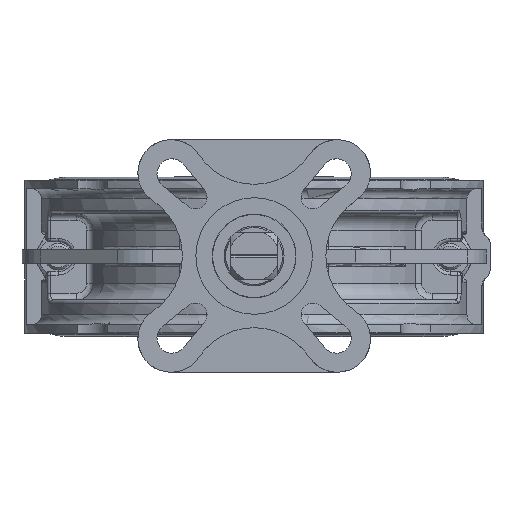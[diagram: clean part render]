
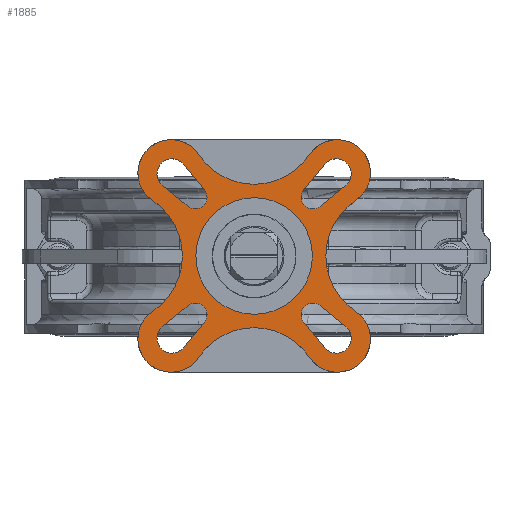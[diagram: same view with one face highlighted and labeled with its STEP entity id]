
A CAD part, top view. The second image highlights one B-rep face of the part: STEP entity #1885.
In plain terms, the highlighted planar face has unit normal (0, 0, 1).
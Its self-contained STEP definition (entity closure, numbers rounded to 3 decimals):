
#1505=CARTESIAN_POINT('',(17.55,0.0,157.0));
#1506=VERTEX_POINT('',#1505);
#1507=CARTESIAN_POINT('',(0.0,0.0,157.0));
#1508=DIRECTION('',(0.0,0.0,-1.0));
#1509=DIRECTION('',(1.0,0.0,0.0));
#1510=AXIS2_PLACEMENT_3D('',#1507,#1508,#1509);
#1511=CIRCLE('',#1510,17.55);
#1512=EDGE_CURVE('',#1506,#1506,#1511,.T.);
#1659=CARTESIAN_POINT('',(-40.0,0.0,157.0));
#1660=DIRECTION('',(0.0,0.0,-1.0));
#1661=DIRECTION('',(-1.0,0.0,0.0));
#1662=AXIS2_PLACEMENT_3D('',#1659,#1660,#1661);
#1663=PLANE('',#1662);
#1664=CARTESIAN_POINT('',(30.528,16.667,157.0));
#1665=VERTEX_POINT('',#1664);
#1666=CARTESIAN_POINT('',(30.528,-16.667,157.0));
#1667=VERTEX_POINT('',#1666);
#1668=CARTESIAN_POINT('',(41.583,0.0,157.0));
#1669=DIRECTION('',(0.0,0.0,1.0));
#1670=DIRECTION('',(-0.553,0.833,0.0));
#1671=AXIS2_PLACEMENT_3D('',#1668,#1669,#1670);
#1672=CIRCLE('',#1671,20.0);
#1673=EDGE_CURVE('',#1665,#1667,#1672,.T.);
#1674=ORIENTED_EDGE('',*,*,#1673,.F.);
#1675=CARTESIAN_POINT('',(16.667,30.528,157.0));
#1676=VERTEX_POINT('',#1675);
#1677=CARTESIAN_POINT('',(25.0,25.0,157.0));
#1678=DIRECTION('',(0.0,0.0,-1.0));
#1679=DIRECTION('',(0.707,0.707,0.0));
#1680=AXIS2_PLACEMENT_3D('',#1677,#1678,#1679);
#1681=CIRCLE('',#1680,10.);
#1682=EDGE_CURVE('',#1676,#1665,#1681,.T.);
#1683=ORIENTED_EDGE('',*,*,#1682,.F.);
#1684=CARTESIAN_POINT('',(-16.667,30.528,157.0));
#1685=VERTEX_POINT('',#1684);
#1686=CARTESIAN_POINT('',(0.0,41.583,157.0));
#1687=DIRECTION('',(0.0,0.0,1.0));
#1688=DIRECTION('',(-0.833,-0.553,0.0));
#1689=AXIS2_PLACEMENT_3D('',#1686,#1687,#1688);
#1690=CIRCLE('',#1689,20.0);
#1691=EDGE_CURVE('',#1685,#1676,#1690,.T.);
#1692=ORIENTED_EDGE('',*,*,#1691,.F.);
#1693=CARTESIAN_POINT('',(-30.528,16.667,157.0));
#1694=VERTEX_POINT('',#1693);
#1695=CARTESIAN_POINT('',(-25.0,25.0,157.0));
#1696=DIRECTION('',(0.0,0.0,-1.0));
#1697=DIRECTION('',(-0.707,0.707,0.0));
#1698=AXIS2_PLACEMENT_3D('',#1695,#1696,#1697);
#1699=CIRCLE('',#1698,10.);
#1700=EDGE_CURVE('',#1694,#1685,#1699,.T.);
#1701=ORIENTED_EDGE('',*,*,#1700,.F.);
#1702=CARTESIAN_POINT('',(-30.528,-16.667,157.0));
#1703=VERTEX_POINT('',#1702);
#1704=CARTESIAN_POINT('',(-41.583,0.0,157.0));
#1705=DIRECTION('',(0.0,0.0,1.0));
#1706=DIRECTION('',(0.553,-0.833,0.0));
#1707=AXIS2_PLACEMENT_3D('',#1704,#1705,#1706);
#1708=CIRCLE('',#1707,20.0);
#1709=EDGE_CURVE('',#1703,#1694,#1708,.T.);
#1710=ORIENTED_EDGE('',*,*,#1709,.F.);
#1711=CARTESIAN_POINT('',(-16.667,-30.528,157.0));
#1712=VERTEX_POINT('',#1711);
#1713=CARTESIAN_POINT('',(-25.0,-25.0,157.0));
#1714=DIRECTION('',(0.0,0.0,-1.0));
#1715=DIRECTION('',(-0.707,-0.707,0.0));
#1716=AXIS2_PLACEMENT_3D('',#1713,#1714,#1715);
#1717=CIRCLE('',#1716,10.);
#1718=EDGE_CURVE('',#1712,#1703,#1717,.T.);
#1719=ORIENTED_EDGE('',*,*,#1718,.F.);
#1720=CARTESIAN_POINT('',(16.667,-30.528,157.0));
#1721=VERTEX_POINT('',#1720);
#1722=CARTESIAN_POINT('',(0.0,-41.583,157.0));
#1723=DIRECTION('',(0.0,0.0,1.0));
#1724=DIRECTION('',(0.833,0.553,0.0));
#1725=AXIS2_PLACEMENT_3D('',#1722,#1723,#1724);
#1726=CIRCLE('',#1725,20.0);
#1727=EDGE_CURVE('',#1721,#1712,#1726,.T.);
#1728=ORIENTED_EDGE('',*,*,#1727,.F.);
#1729=CARTESIAN_POINT('',(25.0,-25.0,157.0));
#1730=DIRECTION('',(0.0,0.0,-1.0));
#1731=DIRECTION('',(0.707,-0.707,0.0));
#1732=AXIS2_PLACEMENT_3D('',#1729,#1730,#1731);
#1733=CIRCLE('',#1732,10.);
#1734=EDGE_CURVE('',#1667,#1721,#1733,.T.);
#1735=ORIENTED_EDGE('',*,*,#1734,.F.);
#1736=EDGE_LOOP('',(#1674,#1683,#1692,#1701,#1710,#1719,#1728,#1735));
#1737=FACE_OUTER_BOUND('',#1736,.T.);
#1738=ORIENTED_EDGE('',*,*,#1512,.T.);
#1739=EDGE_LOOP('',(#1738));
#1740=FACE_BOUND('',#1739,.T.);
#1741=CARTESIAN_POINT('',(27.597,21.265,157.0));
#1742=VERTEX_POINT('',#1741);
#1743=CARTESIAN_POINT('',(21.265,27.597,157.0));
#1744=VERTEX_POINT('',#1743);
#1745=CARTESIAN_POINT('',(24.749,24.749,157.0));
#1746=DIRECTION('',(0.0,0.0,1.0));
#1747=DIRECTION('',(-0.633,0.774,0.0));
#1748=AXIS2_PLACEMENT_3D('',#1745,#1746,#1747);
#1749=CIRCLE('',#1748,4.5);
#1750=EDGE_CURVE('',#1742,#1744,#1749,.T.);
#1751=ORIENTED_EDGE('',*,*,#1750,.F.);
#1752=CARTESIAN_POINT('',(19.893,14.968,157.0));
#1753=VERTEX_POINT('',#1752);
#1754=CARTESIAN_POINT('',(19.893,14.968,157.0));
#1755=DIRECTION('',(0.774,0.633,0.0));
#1756=VECTOR('',#1755,9.95);
#1757=LINE('',#1754,#1756);
#1758=EDGE_CURVE('',#1753,#1742,#1757,.T.);
#1759=ORIENTED_EDGE('',*,*,#1758,.F.);
#1760=CARTESIAN_POINT('',(14.968,19.893,157.0));
#1761=VERTEX_POINT('',#1760);
#1762=CARTESIAN_POINT('',(17.678,17.678,157.0));
#1763=DIRECTION('',(0.0,0.0,1.0));
#1764=DIRECTION('',(0.755,-0.656,0.0));
#1765=AXIS2_PLACEMENT_3D('',#1762,#1763,#1764);
#1766=CIRCLE('',#1765,3.5);
#1767=EDGE_CURVE('',#1761,#1753,#1766,.T.);
#1768=ORIENTED_EDGE('',*,*,#1767,.F.);
#1769=CARTESIAN_POINT('',(21.265,27.597,157.0));
#1770=DIRECTION('',(-0.633,-0.774,0.0));
#1771=VECTOR('',#1770,9.95);
#1772=LINE('',#1769,#1771);
#1773=EDGE_CURVE('',#1744,#1761,#1772,.T.);
#1774=ORIENTED_EDGE('',*,*,#1773,.F.);
#1775=EDGE_LOOP('',(#1751,#1759,#1768,#1774));
#1776=FACE_BOUND('',#1775,.T.);
#1777=CARTESIAN_POINT('',(21.265,-27.597,157.0));
#1778=VERTEX_POINT('',#1777);
#1779=CARTESIAN_POINT('',(27.597,-21.265,157.0));
#1780=VERTEX_POINT('',#1779);
#1781=CARTESIAN_POINT('',(24.749,-24.749,157.0));
#1782=DIRECTION('',(0.0,0.0,1.0));
#1783=DIRECTION('',(0.774,0.633,0.0));
#1784=AXIS2_PLACEMENT_3D('',#1781,#1782,#1783);
#1785=CIRCLE('',#1784,4.5);
#1786=EDGE_CURVE('',#1778,#1780,#1785,.T.);
#1787=ORIENTED_EDGE('',*,*,#1786,.F.);
#1788=CARTESIAN_POINT('',(14.968,-19.893,157.0));
#1789=VERTEX_POINT('',#1788);
#1790=CARTESIAN_POINT('',(14.968,-19.893,157.0));
#1791=DIRECTION('',(0.633,-0.774,0.0));
#1792=VECTOR('',#1791,9.95);
#1793=LINE('',#1790,#1792);
#1794=EDGE_CURVE('',#1789,#1778,#1793,.T.);
#1795=ORIENTED_EDGE('',*,*,#1794,.F.);
#1796=CARTESIAN_POINT('',(19.893,-14.968,157.0));
#1797=VERTEX_POINT('',#1796);
#1798=CARTESIAN_POINT('',(17.678,-17.678,157.0));
#1799=DIRECTION('',(0.0,0.0,1.0));
#1800=DIRECTION('',(-0.656,-0.755,0.0));
#1801=AXIS2_PLACEMENT_3D('',#1798,#1799,#1800);
#1802=CIRCLE('',#1801,3.5);
#1803=EDGE_CURVE('',#1797,#1789,#1802,.T.);
#1804=ORIENTED_EDGE('',*,*,#1803,.F.);
#1805=CARTESIAN_POINT('',(27.597,-21.265,157.0));
#1806=DIRECTION('',(-0.774,0.633,0.0));
#1807=VECTOR('',#1806,9.95);
#1808=LINE('',#1805,#1807);
#1809=EDGE_CURVE('',#1780,#1797,#1808,.T.);
#1810=ORIENTED_EDGE('',*,*,#1809,.F.);
#1811=EDGE_LOOP('',(#1787,#1795,#1804,#1810));
#1812=FACE_BOUND('',#1811,.T.);
#1813=CARTESIAN_POINT('',(-14.968,19.893,157.0));
#1814=VERTEX_POINT('',#1813);
#1815=CARTESIAN_POINT('',(-21.265,27.597,157.0));
#1816=VERTEX_POINT('',#1815);
#1817=CARTESIAN_POINT('',(-14.968,19.893,157.0));
#1818=DIRECTION('',(-0.633,0.774,0.0));
#1819=VECTOR('',#1818,9.95);
#1820=LINE('',#1817,#1819);
#1821=EDGE_CURVE('',#1814,#1816,#1820,.T.);
#1822=ORIENTED_EDGE('',*,*,#1821,.F.);
#1823=CARTESIAN_POINT('',(-19.893,14.968,157.0));
#1824=VERTEX_POINT('',#1823);
#1825=CARTESIAN_POINT('',(-17.678,17.678,157.0));
#1826=DIRECTION('',(0.0,0.0,1.0));
#1827=DIRECTION('',(0.656,0.755,0.0));
#1828=AXIS2_PLACEMENT_3D('',#1825,#1826,#1827);
#1829=CIRCLE('',#1828,3.5);
#1830=EDGE_CURVE('',#1824,#1814,#1829,.T.);
#1831=ORIENTED_EDGE('',*,*,#1830,.F.);
#1832=CARTESIAN_POINT('',(-27.597,21.265,157.0));
#1833=VERTEX_POINT('',#1832);
#1834=CARTESIAN_POINT('',(-27.597,21.265,157.0));
#1835=DIRECTION('',(0.774,-0.633,0.0));
#1836=VECTOR('',#1835,9.95);
#1837=LINE('',#1834,#1836);
#1838=EDGE_CURVE('',#1833,#1824,#1837,.T.);
#1839=ORIENTED_EDGE('',*,*,#1838,.F.);
#1840=CARTESIAN_POINT('',(-24.749,24.749,157.0));
#1841=DIRECTION('',(0.0,0.0,1.0));
#1842=DIRECTION('',(-0.774,-0.633,0.0));
#1843=AXIS2_PLACEMENT_3D('',#1840,#1841,#1842);
#1844=CIRCLE('',#1843,4.5);
#1845=EDGE_CURVE('',#1816,#1833,#1844,.T.);
#1846=ORIENTED_EDGE('',*,*,#1845,.F.);
#1847=EDGE_LOOP('',(#1822,#1831,#1839,#1846));
#1848=FACE_BOUND('',#1847,.T.);
#1849=CARTESIAN_POINT('',(-27.597,-21.265,157.0));
#1850=VERTEX_POINT('',#1849);
#1851=CARTESIAN_POINT('',(-21.265,-27.597,157.0));
#1852=VERTEX_POINT('',#1851);
#1853=CARTESIAN_POINT('',(-24.749,-24.749,157.0));
#1854=DIRECTION('',(0.0,0.0,1.0));
#1855=DIRECTION('',(0.633,-0.774,0.0));
#1856=AXIS2_PLACEMENT_3D('',#1853,#1854,#1855);
#1857=CIRCLE('',#1856,4.5);
#1858=EDGE_CURVE('',#1850,#1852,#1857,.T.);
#1859=ORIENTED_EDGE('',*,*,#1858,.F.);
#1860=CARTESIAN_POINT('',(-19.893,-14.968,157.0));
#1861=VERTEX_POINT('',#1860);
#1862=CARTESIAN_POINT('',(-19.893,-14.968,157.0));
#1863=DIRECTION('',(-0.774,-0.633,0.0));
#1864=VECTOR('',#1863,9.95);
#1865=LINE('',#1862,#1864);
#1866=EDGE_CURVE('',#1861,#1850,#1865,.T.);
#1867=ORIENTED_EDGE('',*,*,#1866,.F.);
#1868=CARTESIAN_POINT('',(-14.968,-19.893,157.0));
#1869=VERTEX_POINT('',#1868);
#1870=CARTESIAN_POINT('',(-17.678,-17.678,157.0));
#1871=DIRECTION('',(0.0,0.0,1.0));
#1872=DIRECTION('',(-0.755,0.656,0.0));
#1873=AXIS2_PLACEMENT_3D('',#1870,#1871,#1872);
#1874=CIRCLE('',#1873,3.5);
#1875=EDGE_CURVE('',#1869,#1861,#1874,.T.);
#1876=ORIENTED_EDGE('',*,*,#1875,.F.);
#1877=CARTESIAN_POINT('',(-21.265,-27.597,157.0));
#1878=DIRECTION('',(0.633,0.774,0.0));
#1879=VECTOR('',#1878,9.95);
#1880=LINE('',#1877,#1879);
#1881=EDGE_CURVE('',#1852,#1869,#1880,.T.);
#1882=ORIENTED_EDGE('',*,*,#1881,.F.);
#1883=EDGE_LOOP('',(#1859,#1867,#1876,#1882));
#1884=FACE_BOUND('',#1883,.T.);
#1885=ADVANCED_FACE('',(#1737,#1740,#1776,#1812,#1848,#1884),#1663,.F.);
